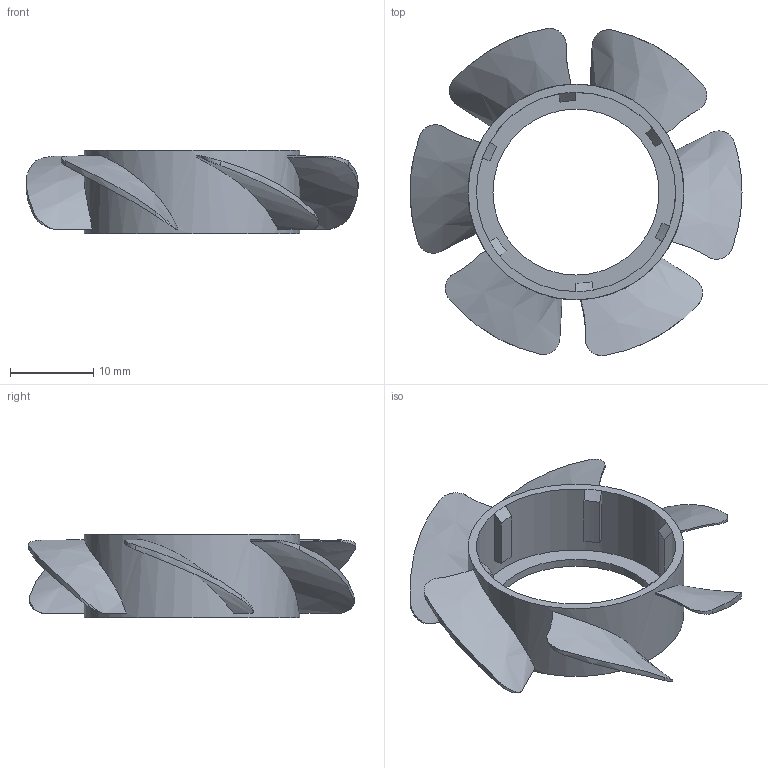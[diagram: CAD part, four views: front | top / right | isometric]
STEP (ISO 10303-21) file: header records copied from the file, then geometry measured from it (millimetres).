
FILE_DESCRIPTION(/* description */ (''),/* implementation_level */ '2;1');
FILE_NAME(/* name */ 'NDC7S Tool Holder Fan_v20.step',/* time_stamp */ '2020-09-23T18:58:30-07:00',/* author */ (''),/* organization */ (''),/* preprocessor_version */ 'ST-DEVELOPER v18.1',/* originating_system */ 'Autodesk Translation Framework v9.3.0.1241',/* authorisation */ '');
FILE_SCHEMA (('AUTOMOTIVE_DESIGN { 1 0 10303 214 3 1 1 }'));
Length unit declared in the file: millimetre
Products named in the file (2): NDC7S Tool Holder Fan; fan(ndc7s)
Assembly tree (1 placements, depth 2):
  NDC7S Tool Holder Fan
    fan(ndc7s)
Bounding box: 40 x 39.44 x 10 mm (x, y, z)
Volume: 1440.5 mm3; surface area: 3492.6 mm2
Topology: 1 solids, 1 shells, 73 faces, 205 edges, 140 vertices
Faces by surface type: cylinder 27, plane 21, bspline 19, cone 6
Full cylindrical faces by diameter (mm): 20 x1, 24 x1, 26 x1
Entity records: 3419 total; most frequent: CARTESIAN_POINT 1661, ORIENTED_EDGE 410, DIRECTION 264, EDGE_CURVE 205, VERTEX_POINT 140, AXIS2_PLACEMENT_3D 94, B_SPLINE_CURVE_WITH_KNOTS 92, EDGE_LOOP 81
